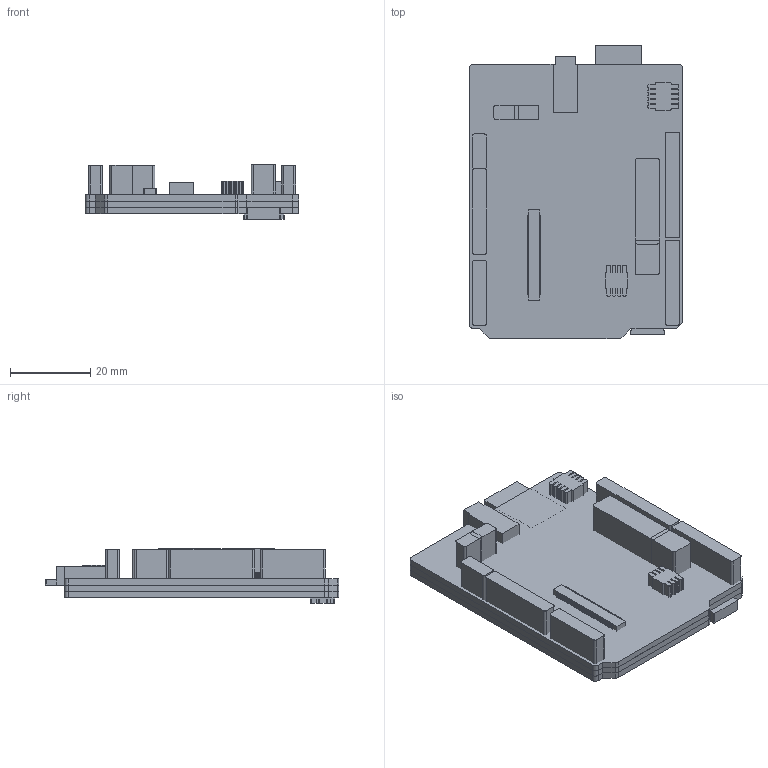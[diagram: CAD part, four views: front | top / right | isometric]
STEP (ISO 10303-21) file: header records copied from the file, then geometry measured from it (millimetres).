
FILE_DESCRIPTION(/* description */ (''),/* implementation_level */ '2;1');
FILE_NAME(/* name */ 'SPD-007C_001.stp',/* time_stamp */ '2019-09-03T20:01:09+09:00',/* author */ (''),/* organization */ (''),/* preprocessor_version */ 'ST-DEVELOPER v16.7',/* originating_system */ 'SIEMENS PLM Software NX 12.0',/* authorisation */ '');
FILE_SCHEMA (('AUTOMOTIVE_DESIGN { 1 0 10303 214 3 1 1 1 }'));
Products named in the file (40): 672291201-std_001; 671683601-std_001; 180210511-std_001; 125048711-std_001; 181738011-std_001; 184361811-pstd_001; 184287911-std_001; 125053811-std_001; 655296201-std_001; 121893381-std_001; 121898381-std_001; 655355001-std_001; 125052911-std_001; 121897781-std_001; 121898981-std_001; 121898581-std_001; 125054211-std_001; 125054811-std_001; 121686491-std_001; 121895381-std_001; 121894181-std_001; 121898081-std_001; 672103001-std_001; 672260201-std_001; 671565001-std_001; 123438121-std_001; 123437521-std_001; 121897381-std_001; 125051911-std_001; 121899081-std_001; 125050911-std_001; 650425601-std_001; 111802811-std_001; 111898431-std_001; 112048411-std_001; 111673211-std_001; 112002911-std_001; 111816811-std_001; 112094111-std_001; SPD-007C_001
Assembly tree (143 placements, depth 2):
  SPD-007C_001
    112094111-std_001  x25
    111816811-std_001  x16
    112002911-std_001
    111673211-std_001  x2
    112048411-std_001
    111898431-std_001  x2
    111802811-std_001
    650425601-std_001  x3
    125050911-std_001  x2
    121899081-std_001  x35
    125051911-std_001  x7
    121897381-std_001  x3
    123437521-std_001  x4
    123438121-std_001
    671565001-std_001
    672260201-std_001
    672103001-std_001
    121898081-std_001  x3
    121894181-std_001
    121895381-std_001  x2
    121686491-std_001
    125054811-std_001
    125054211-std_001
    121898581-std_001
    121898981-std_001
    121897781-std_001  x4
    125052911-std_001  x2
    655355001-std_001
    121898381-std_001
    121893381-std_001  x4
    655296201-std_001
    125053811-std_001  x4
    184287911-std_001
    184361811-pstd_001
    181738011-std_001
    125048711-std_001  x2
    180210511-std_001  x2
    671683601-std_001
    672291201-std_001
Bounding box: 53.34 x 73.28 x 13.65 mm (x, y, z)
Volume: 24191.4 mm3; surface area: 37674.9 mm2
Topology: 696 solids, 711 shells, 7554 faces, 18445 edges, 12311 vertices
Faces by surface type: plane 5229, cylinder 2325
Full cylindrical faces by diameter (mm): 1 x32, 1.1 x29, 1.2 x2, 1.3 x2, 2.1 x4, 3 x4
Entity records: 90516 total; most frequent: CARTESIAN_POINT 14495, DIRECTION 14044, ORIENTED_EDGE 13805, EDGE_CURVE 6924, LINE 5512, VECTOR 5512, VERTEX_POINT 4679, AXIS2_PLACEMENT_3D 4266
